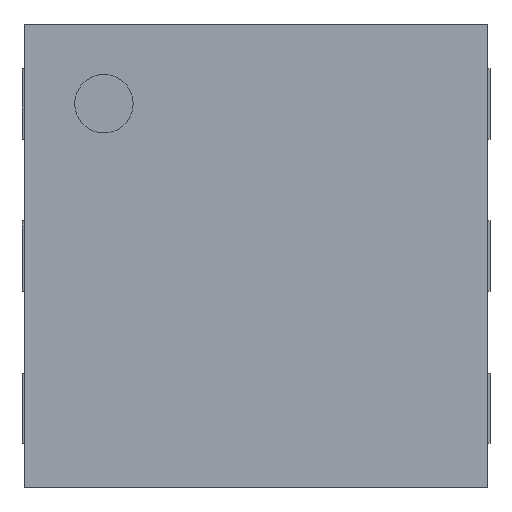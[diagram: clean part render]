
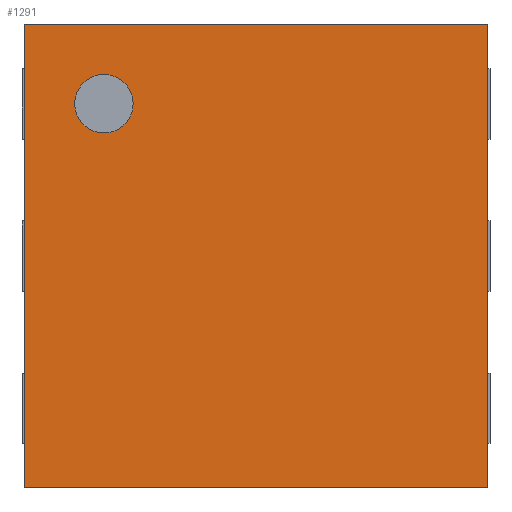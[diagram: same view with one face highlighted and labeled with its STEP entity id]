
A CAD part, top view. The second image highlights one B-rep face of the part: STEP entity #1291.
In plain terms, the highlighted planar face has unit normal (0, 0, 1).
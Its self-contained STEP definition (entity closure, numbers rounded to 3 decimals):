
#430 = VERTEX_POINT('',#431);
#431 = CARTESIAN_POINT('',(0.99,0.99,0.82));
#437 = EDGE_CURVE('',#430,#438,#440,.T.);
#438 = VERTEX_POINT('',#439);
#439 = CARTESIAN_POINT('',(0.99,-0.99,0.82));
#440 = LINE('',#441,#442);
#441 = CARTESIAN_POINT('',(0.99,0.99,0.82));
#442 = VECTOR('',#443,1.);
#443 = DIRECTION('',(0.,-1.,0.));
#820 = VERTEX_POINT('',#821);
#821 = CARTESIAN_POINT('',(-0.99,-0.99,0.82));
#829 = EDGE_CURVE('',#820,#438,#830,.T.);
#830 = LINE('',#831,#832);
#831 = CARTESIAN_POINT('',(-0.99,-0.99,0.82));
#832 = VECTOR('',#833,1.);
#833 = DIRECTION('',(1.,0.,0.));
#845 = VERTEX_POINT('',#846);
#846 = CARTESIAN_POINT('',(-0.99,0.99,0.82));
#852 = EDGE_CURVE('',#845,#820,#853,.T.);
#853 = LINE('',#854,#855);
#854 = CARTESIAN_POINT('',(-0.99,0.99,0.82));
#855 = VECTOR('',#856,1.);
#856 = DIRECTION('',(0.,-1.,0.));
#1230 = EDGE_CURVE('',#845,#430,#1231,.T.);
#1231 = LINE('',#1232,#1233);
#1232 = CARTESIAN_POINT('',(-0.99,0.99,0.82));
#1233 = VECTOR('',#1234,1.);
#1234 = DIRECTION('',(1.,0.,0.));
#1291 = ADVANCED_FACE('',(#1292,#1298),#1309,.T.);
#1292 = FACE_BOUND('',#1293,.T.);
#1293 = EDGE_LOOP('',(#1294,#1295,#1296,#1297));
#1294 = ORIENTED_EDGE('',*,*,#1230,.F.);
#1295 = ORIENTED_EDGE('',*,*,#852,.T.);
#1296 = ORIENTED_EDGE('',*,*,#829,.T.);
#1297 = ORIENTED_EDGE('',*,*,#437,.F.);
#1298 = FACE_BOUND('',#1299,.T.);
#1299 = EDGE_LOOP('',(#1300));
#1300 = ORIENTED_EDGE('',*,*,#1301,.T.);
#1301 = EDGE_CURVE('',#1302,#1302,#1304,.T.);
#1302 = VERTEX_POINT('',#1303);
#1303 = CARTESIAN_POINT('',(-0.65,0.525,0.82));
#1304 = CIRCLE('',#1305,0.125);
#1305 = AXIS2_PLACEMENT_3D('',#1306,#1307,#1308);
#1306 = CARTESIAN_POINT('',(-0.65,0.65,0.82));
#1307 = DIRECTION('',(-0.,0.,-1.));
#1308 = DIRECTION('',(0.,-1.,0.));
#1309 = PLANE('',#1310);
#1310 = AXIS2_PLACEMENT_3D('',#1311,#1312,#1313);
#1311 = CARTESIAN_POINT('',(-0.99,0.99,0.82));
#1312 = DIRECTION('',(0.,0.,1.));
#1313 = DIRECTION('',(0.,-1.,0.));
